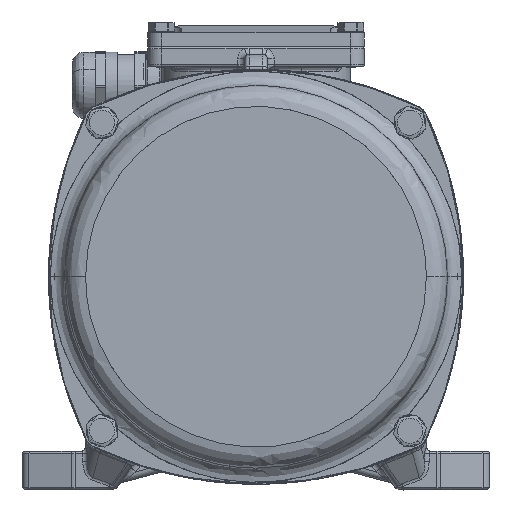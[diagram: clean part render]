
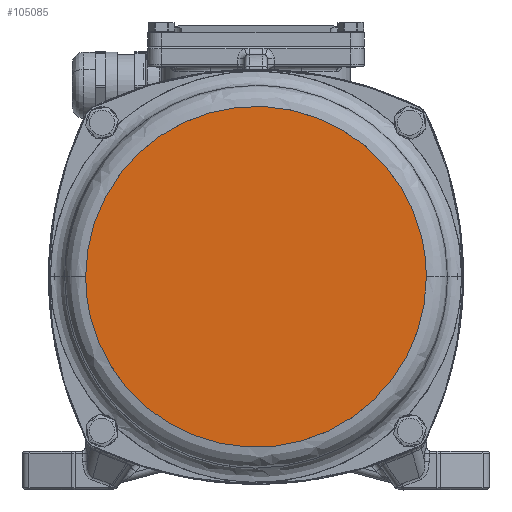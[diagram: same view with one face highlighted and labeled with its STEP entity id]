
A CAD part, left-side view. The second image highlights one B-rep face of the part: STEP entity #105085.
In plain terms, the highlighted planar face has unit normal (-1, 0, 0).
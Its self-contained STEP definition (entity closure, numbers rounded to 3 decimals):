
#5807 = CARTESIAN_POINT ( 'NONE',  ( -194., 74.7, -69. ) ) ;
#5813 = CARTESIAN_POINT ( 'NONE',  ( -194., 74.7, -66.556 ) ) ;
#5815 = CARTESIAN_POINT ( 'NONE',  ( -194., 74.46, -61.666 ) ) ;
#5817 = CARTESIAN_POINT ( 'NONE',  ( -194., 73.383, -54.404 ) ) ;
#5819 = CARTESIAN_POINT ( 'NONE',  ( -194., 71.598, -47.281 ) ) ;
#5821 = CARTESIAN_POINT ( 'NONE',  ( -194., 68.303, -38.071 ) ) ;
#5823 = CARTESIAN_POINT ( 'NONE',  ( -194., 62.512, -27.231 ) ) ;
#5825 = CARTESIAN_POINT ( 'NONE',  ( -194., 54.714, -17.732 ) ) ;
#5827 = CARTESIAN_POINT ( 'NONE',  ( -194., 47.466, -11.164 ) ) ;
#5829 = CARTESIAN_POINT ( 'NONE',  ( -194., 41.568, -6.789 ) ) ;
#5831 = CARTESIAN_POINT ( 'NONE',  ( -194., 35.27, -3.015 ) ) ;
#5833 = CARTESIAN_POINT ( 'NONE',  ( -194., 26.428, 1.168 ) ) ;
#5835 = CARTESIAN_POINT ( 'NONE',  ( -194., 14.666, 4.738 ) ) ;
#5837 = CARTESIAN_POINT ( 'NONE',  ( -194., 0., 6.181 ) ) ;
#5839 = CARTESIAN_POINT ( 'NONE',  ( -194., -14.666, 4.738 ) ) ;
#5841 = CARTESIAN_POINT ( 'NONE',  ( -194., -26.428, 1.168 ) ) ;
#5843 = CARTESIAN_POINT ( 'NONE',  ( -194., -35.269, -3.014 ) ) ;
#5845 = CARTESIAN_POINT ( 'NONE',  ( -194., -41.568, -6.789 ) ) ;
#5847 = CARTESIAN_POINT ( 'NONE',  ( -194., -47.466, -11.164 ) ) ;
#5849 = CARTESIAN_POINT ( 'NONE',  ( -194., -54.714, -17.732 ) ) ;
#5851 = CARTESIAN_POINT ( 'NONE',  ( -194., -62.512, -27.231 ) ) ;
#5853 = CARTESIAN_POINT ( 'NONE',  ( -194., -68.303, -38.071 ) ) ;
#5855 = CARTESIAN_POINT ( 'NONE',  ( -194., -71.598, -47.28 ) ) ;
#5857 = CARTESIAN_POINT ( 'NONE',  ( -194., -73.383, -54.404 ) ) ;
#5859 = CARTESIAN_POINT ( 'NONE',  ( -194., -74.46, -61.666 ) ) ;
#5861 = CARTESIAN_POINT ( 'NONE',  ( -194., -74.7, -66.556 ) ) ;
#5863 = CARTESIAN_POINT ( 'NONE',  ( -194., -74.7, -69. ) ) ;
#5871 = CARTESIAN_POINT ( 'NONE',  ( -194., -74.7, -69. ) ) ;
#6007 = CARTESIAN_POINT ( 'NONE',  ( -194., -74.7, -71.444 ) ) ;
#6009 = CARTESIAN_POINT ( 'NONE',  ( -194., -74.46, -76.334 ) ) ;
#6011 = CARTESIAN_POINT ( 'NONE',  ( -194., -73.383, -83.596 ) ) ;
#6013 = CARTESIAN_POINT ( 'NONE',  ( -194., -71.598, -90.72 ) ) ;
#6015 = CARTESIAN_POINT ( 'NONE',  ( -194., -68.303, -99.929 ) ) ;
#6017 = CARTESIAN_POINT ( 'NONE',  ( -194., -62.512, -110.769 ) ) ;
#6019 = CARTESIAN_POINT ( 'NONE',  ( -194., -54.714, -120.268 ) ) ;
#6021 = CARTESIAN_POINT ( 'NONE',  ( -194., -47.466, -126.836 ) ) ;
#6023 = CARTESIAN_POINT ( 'NONE',  ( -194., -41.568, -131.211 ) ) ;
#6025 = CARTESIAN_POINT ( 'NONE',  ( -194., -35.269, -134.986 ) ) ;
#6027 = CARTESIAN_POINT ( 'NONE',  ( -194., -26.428, -139.168 ) ) ;
#6029 = CARTESIAN_POINT ( 'NONE',  ( -194., -14.666, -142.738 ) ) ;
#6031 = CARTESIAN_POINT ( 'NONE',  ( -194., 0., -144.181 ) ) ;
#6033 = CARTESIAN_POINT ( 'NONE',  ( -194., 14.666, -142.738 ) ) ;
#6035 = CARTESIAN_POINT ( 'NONE',  ( -194., 26.428, -139.168 ) ) ;
#6037 = CARTESIAN_POINT ( 'NONE',  ( -194., 35.27, -134.985 ) ) ;
#6039 = CARTESIAN_POINT ( 'NONE',  ( -194., 41.568, -131.211 ) ) ;
#6041 = CARTESIAN_POINT ( 'NONE',  ( -194., 47.466, -126.836 ) ) ;
#6043 = CARTESIAN_POINT ( 'NONE',  ( -194., 54.714, -120.268 ) ) ;
#6045 = CARTESIAN_POINT ( 'NONE',  ( -194., 62.512, -110.769 ) ) ;
#6047 = CARTESIAN_POINT ( 'NONE',  ( -194., 68.303, -99.929 ) ) ;
#6049 = CARTESIAN_POINT ( 'NONE',  ( -194., 71.598, -90.719 ) ) ;
#6051 = CARTESIAN_POINT ( 'NONE',  ( -194., 73.383, -83.596 ) ) ;
#6053 = CARTESIAN_POINT ( 'NONE',  ( -194., 74.46, -76.334 ) ) ;
#6055 = CARTESIAN_POINT ( 'NONE',  ( -194., 74.7, -71.444 ) ) ;
#6057 = CARTESIAN_POINT ( 'NONE',  ( -194., 74.7, -69. ) ) ;
#20261 = EDGE_LOOP ( 'NONE', ( #80589, #80590 ) ) ;
#21737 = FACE_OUTER_BOUND ( 'NONE', #20261, .T. ) ;
#48120 = CARTESIAN_POINT ( 'NONE',  ( -194., -74.7, -69. ) ) ;
#48130 = CARTESIAN_POINT ( 'NONE',  ( -194., 74.7, -69. ) ) ;
#70233 = B_SPLINE_CURVE_WITH_KNOTS ( 'NONE', 3,
 ( #5807, #5813, #5815, #5817, #5819, #5821, #5823, #5825, #5827, #5829, #5831, #5833, #5835, #5837, #5839, #5841, #5843, #5845, #5847, #5849, #5851, #5853, #5855, #5857, #5859, #5861, #5863 ),
 .UNSPECIFIED., .F., .F.,
 ( 4, 1, 1, 1, 1, 1, 1, 1, 1, 1, 1, 1, 1, 1, 1, 1, 1, 1, 1, 1, 1, 1, 1, 1, 4 ),
 ( 0., 0.031, 0.063, 0.094, 0.125, 0.188, 0.25, 0.281, 0.313, 0.344, 0.375, 0.438, 0.5, 0.562, 0.625, 0.656, 0.687, 0.719, 0.75, 0.812, 0.875, 0.906, 0.937, 0.969, 1. ),
 .UNSPECIFIED. ) ;
#70235 = B_SPLINE_CURVE_WITH_KNOTS ( 'NONE', 3,
 ( #5871, #6007, #6009, #6011, #6013, #6015, #6017, #6019, #6021, #6023, #6025, #6027, #6029, #6031, #6033, #6035, #6037, #6039, #6041, #6043, #6045, #6047, #6049, #6051, #6053, #6055, #6057 ),
 .UNSPECIFIED., .F., .F.,
 ( 4, 1, 1, 1, 1, 1, 1, 1, 1, 1, 1, 1, 1, 1, 1, 1, 1, 1, 1, 1, 1, 1, 1, 1, 4 ),
 ( 0., 0.031, 0.063, 0.094, 0.125, 0.188, 0.25, 0.281, 0.313, 0.344, 0.375, 0.438, 0.5, 0.562, 0.625, 0.656, 0.687, 0.719, 0.75, 0.812, 0.875, 0.906, 0.937, 0.969, 1. ),
 .UNSPECIFIED. ) ;
#80589 = ORIENTED_EDGE ( 'NONE', *, *, #132118, .F. ) ;
#80590 = ORIENTED_EDGE ( 'NONE', *, *, #132109, .F. ) ;
#105085 = ADVANCED_FACE ( 'NONE', ( #21737 ), #184962, .F. ) ;
#132109 = EDGE_CURVE ( 'NONE', #137589, #137579, #70233, .T. ) ;
#132118 = EDGE_CURVE ( 'NONE', #137579, #137589, #70235, .T. ) ;
#137579 = VERTEX_POINT ( 'NONE', #48120 ) ;
#137589 = VERTEX_POINT ( 'NONE', #48130 ) ;
#184962 = PLANE ( 'NONE',  #211356 ) ;
#184965 = CARTESIAN_POINT ( 'NONE',  ( -194., 74.7, -143.7 ) ) ;
#184971 = DIRECTION ( 'NONE',  ( 1., 0., 0. ) ) ;
#184972 = DIRECTION ( 'NONE',  ( 0., 0., 1. ) ) ;
#211356 = AXIS2_PLACEMENT_3D ( 'NONE', #184965, #184971, #184972 ) ;
